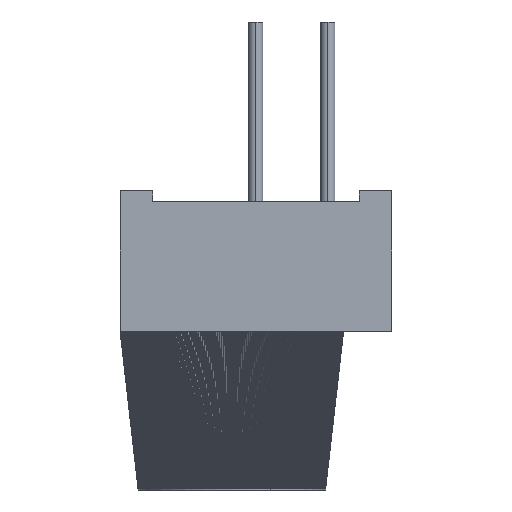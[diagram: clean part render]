
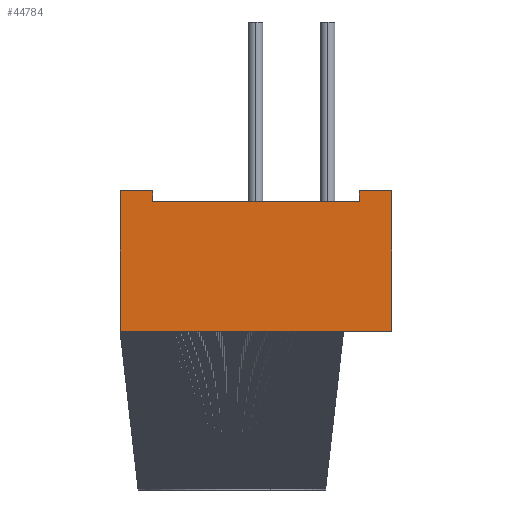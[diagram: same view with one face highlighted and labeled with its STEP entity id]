
A CAD part, front view. The second image highlights one B-rep face of the part: STEP entity #44784.
In plain terms, the highlighted planar face has unit normal (0, -1, 0).
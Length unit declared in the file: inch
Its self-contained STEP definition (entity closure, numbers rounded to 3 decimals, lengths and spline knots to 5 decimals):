
#10746=DIRECTION('',(0.,0.,-1.));
#10747=VECTOR('',#10746,0.195);
#10748=CARTESIAN_POINT('',(-0.155,-0.1885,0.195));
#10749=LINE('',#10748,#10747);
#15798=DIRECTION('',(-1.,0.,0.));
#15799=VECTOR('',#15798,0.287);
#15800=CARTESIAN_POINT('',(0.177,-0.1885,0.18));
#15801=LINE('',#15800,#15799);
#15894=DIRECTION('',(-1.,0.,0.));
#15895=VECTOR('',#15894,0.045);
#15896=CARTESIAN_POINT('',(0.222,-0.1885,0.195));
#15897=LINE('',#15896,#15895);
#15906=DIRECTION('',(0.,0.,1.));
#15907=VECTOR('',#15906,0.015);
#15908=CARTESIAN_POINT('',(0.177,-0.1885,0.18));
#15909=LINE('',#15908,#15907);
#15910=DIRECTION('',(0.,0.,-1.));
#15911=VECTOR('',#15910,0.195);
#15912=CARTESIAN_POINT('',(0.222,-0.1885,0.195));
#15913=LINE('',#15912,#15911);
#15914=DIRECTION('',(-1.,0.,0.));
#15915=VECTOR('',#15914,0.377);
#15916=CARTESIAN_POINT('',(0.222,-0.1885,0.));
#15917=LINE('',#15916,#15915);
#15922=DIRECTION('',(-1.,0.,0.));
#15923=VECTOR('',#15922,0.045);
#15924=CARTESIAN_POINT('',(-0.11,-0.1885,0.195));
#15925=LINE('',#15924,#15923);
#15938=DIRECTION('',(0.,0.,1.));
#15939=VECTOR('',#15938,0.015);
#15940=CARTESIAN_POINT('',(-0.11,-0.1885,0.18));
#15941=LINE('',#15940,#15939);
#16718=CARTESIAN_POINT('',(0.222,-0.1885,0.));
#16719=CARTESIAN_POINT('',(-0.155,-0.1885,0.));
#16720=VERTEX_POINT('',#16718);
#16721=VERTEX_POINT('',#16719);
#16984=CARTESIAN_POINT('',(0.177,-0.1885,0.18));
#16985=VERTEX_POINT('',#16984);
#16986=CARTESIAN_POINT('',(-0.11,-0.1885,0.18));
#16987=VERTEX_POINT('',#16986);
#17062=CARTESIAN_POINT('',(-0.11,-0.1885,0.195));
#17063=VERTEX_POINT('',#17062);
#17064=CARTESIAN_POINT('',(-0.155,-0.1885,0.195));
#17065=VERTEX_POINT('',#17064);
#17067=CARTESIAN_POINT('',(0.177,-0.1885,0.195));
#17069=VERTEX_POINT('',#17067);
#17072=CARTESIAN_POINT('',(0.222,-0.1885,0.195));
#17073=VERTEX_POINT('',#17072);
#44767=CARTESIAN_POINT('',(0.0335,-0.1885,0.0975));
#44768=DIRECTION('',(0.,1.,0.));
#44769=DIRECTION('',(1.,0.,0.));
#44770=AXIS2_PLACEMENT_3D('',#44767,#44768,#44769);
#44771=PLANE('',#44770);
#44772=ORIENTED_EDGE('',*,*,#44598,.F.);
#44773=ORIENTED_EDGE('',*,*,#44733,.T.);
#44774=ORIENTED_EDGE('',*,*,#44749,.F.);
#44775=ORIENTED_EDGE('',*,*,#44761,.T.);
#44776=ORIENTED_EDGE('',*,*,#21489,.T.);
#44777=ORIENTED_EDGE('',*,*,#34193,.F.);
#44779=ORIENTED_EDGE('',*,*,#44778,.F.);
#44781=ORIENTED_EDGE('',*,*,#44780,.F.);
#44782=EDGE_LOOP('',(#44772,#44773,#44774,#44775,#44776,#44777,#44779,#44781));
#44783=FACE_OUTER_BOUND('',#44782,.F.);
#44784=ADVANCED_FACE('',(#44783),#44771,.F.);
#21489=EDGE_CURVE('',#16720,#16721,#15917,.T.);
#34193=EDGE_CURVE('',#17065,#16721,#10749,.T.);
#44598=EDGE_CURVE('',#16985,#16987,#15801,.T.);
#44733=EDGE_CURVE('',#16985,#17069,#15909,.T.);
#44749=EDGE_CURVE('',#17073,#17069,#15897,.T.);
#44761=EDGE_CURVE('',#17073,#16720,#15913,.T.);
#44778=EDGE_CURVE('',#17063,#17065,#15925,.T.);
#44780=EDGE_CURVE('',#16987,#17063,#15941,.T.);
